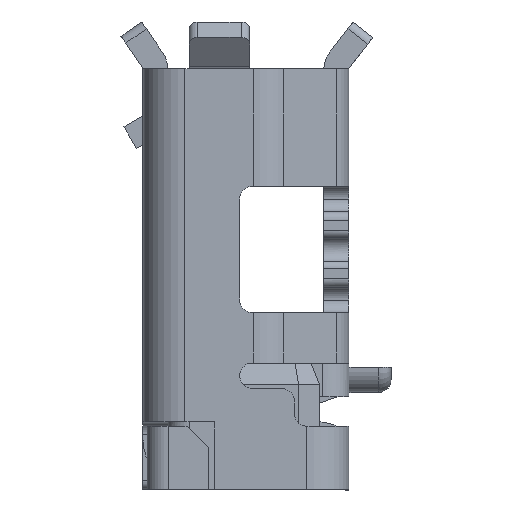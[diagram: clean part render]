
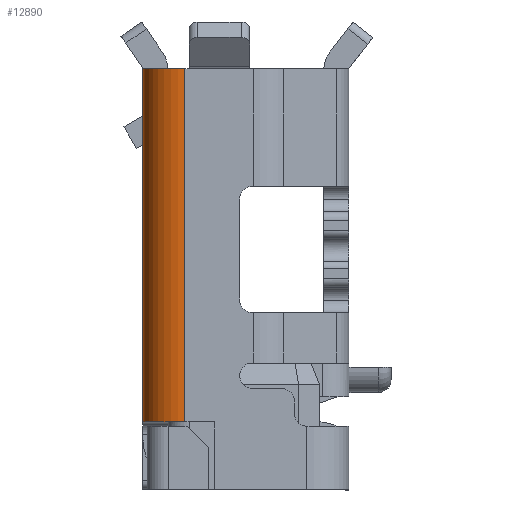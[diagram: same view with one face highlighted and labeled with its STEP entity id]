
A CAD part, left-side view. The second image highlights one B-rep face of the part: STEP entity #12890.
In plain terms, the highlighted cylindrical face has radius 0.5 mm (diameter 1 mm), a partial arc.
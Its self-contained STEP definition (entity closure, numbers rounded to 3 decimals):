
#284 = AXIS2_PLACEMENT_3D ( 'NONE', #19429, #19298, #7102 ) ;
#553 = EDGE_CURVE ( 'NONE', #12138, #9528, #21045, .T. ) ;
#929 = DIRECTION ( 'NONE',  ( 0., 0., 1. ) ) ;
#1048 = AXIS2_PLACEMENT_3D ( 'NONE', #9934, #2560, #8083 ) ;
#1474 = ORIENTED_EDGE ( 'NONE', *, *, #4844, .F. ) ;
#1601 = EDGE_CURVE ( 'NONE', #13956, #9528, #17588, .T. ) ;
#1937 = DIRECTION ( 'NONE',  ( 0., 0., 1. ) ) ;
#2101 = ORIENTED_EDGE ( 'NONE', *, *, #1601, .F. ) ;
#2560 = DIRECTION ( 'NONE',  ( 0., 0., 1. ) ) ;
#4844 = EDGE_CURVE ( 'NONE', #16713, #13956, #11636, .T. ) ;
#7102 = DIRECTION ( 'NONE',  ( 1., 0., 0. ) ) ;
#7217 = AXIS2_PLACEMENT_3D ( 'NONE', #13142, #929, #22218 ) ;
#7732 = ORIENTED_EDGE ( 'NONE', *, *, #17958, .T. ) ;
#8083 = DIRECTION ( 'NONE',  ( 1., 0., 0. ) ) ;
#8240 = CARTESIAN_POINT ( 'NONE',  ( -3.25, 1.225, -4.2 ) ) ;
#8612 = EDGE_LOOP ( 'NONE', ( #2101, #1474, #7732, #13980 ) ) ;
#8857 = CARTESIAN_POINT ( 'NONE',  ( -3.75, 0.725, -4.2 ) ) ;
#9528 = VERTEX_POINT ( 'NONE', #12562 ) ;
#9934 = CARTESIAN_POINT ( 'NONE',  ( -3.25, 0.725, 0. ) ) ;
#11636 = LINE ( 'NONE', #16802, #21327 ) ;
#12138 = VERTEX_POINT ( 'NONE', #14936 ) ;
#12562 = CARTESIAN_POINT ( 'NONE',  ( -3.75, 0.725, 0. ) ) ;
#12890 = ADVANCED_FACE ( 'NONE', ( #16688 ), #20052, .T. ) ;
#13142 = CARTESIAN_POINT ( 'NONE',  ( -3.25, 0.725, -4.2 ) ) ;
#13956 = VERTEX_POINT ( 'NONE', #17436 ) ;
#13980 = ORIENTED_EDGE ( 'NONE', *, *, #553, .T. ) ;
#14936 = CARTESIAN_POINT ( 'NONE',  ( -3.75, 0.725, -4.2 ) ) ;
#16632 = VECTOR ( 'NONE', #1937, 1000. ) ;
#16688 = FACE_OUTER_BOUND ( 'NONE', #8612, .T. ) ;
#16713 = VERTEX_POINT ( 'NONE', #8240 ) ;
#16802 = CARTESIAN_POINT ( 'NONE',  ( -3.25, 1.225, -4.2 ) ) ;
#17436 = CARTESIAN_POINT ( 'NONE',  ( -3.25, 1.225, 0. ) ) ;
#17588 = CIRCLE ( 'NONE', #1048, 0.5 ) ;
#17958 = EDGE_CURVE ( 'NONE', #16713, #12138, #19028, .T. ) ;
#19028 = CIRCLE ( 'NONE', #284, 0.5 ) ;
#19298 = DIRECTION ( 'NONE',  ( 0., 0., 1. ) ) ;
#19429 = CARTESIAN_POINT ( 'NONE',  ( -3.25, 0.725, -4.2 ) ) ;
#20052 = CYLINDRICAL_SURFACE ( 'NONE', #7217, 0.5 ) ;
#21045 = LINE ( 'NONE', #8857, #16632 ) ;
#21327 = VECTOR ( 'NONE', #21993, 1000. ) ;
#21993 = DIRECTION ( 'NONE',  ( 0., 0., 1. ) ) ;
#22218 = DIRECTION ( 'NONE',  ( 1., 0., 0. ) ) ;
